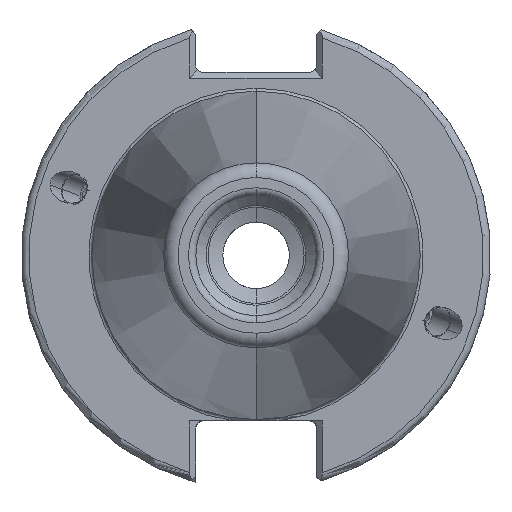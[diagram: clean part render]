
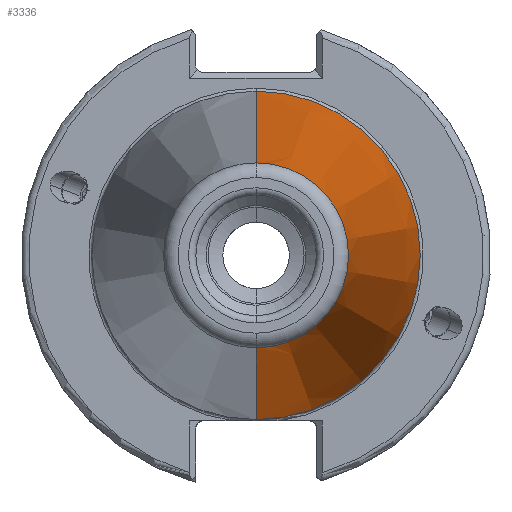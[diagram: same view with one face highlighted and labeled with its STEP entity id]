
A CAD part, left-side view. The second image highlights one B-rep face of the part: STEP entity #3336.
In plain terms, the highlighted conical face has half-angle 8.297 degrees and reference radius 22.225 mm.
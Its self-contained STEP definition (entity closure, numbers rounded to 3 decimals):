
#741 = CARTESIAN_POINT ( 'NONE',  ( -80., 0., 22.225 ) ) ;
#861 = LINE ( 'NONE', #741, #2376 ) ;
#1091 = AXIS2_PLACEMENT_3D ( 'NONE', #1962, #6153, #2612 ) ;
#1206 = AXIS2_PLACEMENT_3D ( 'NONE', #6501, #3050, #7011 ) ;
#1703 = CARTESIAN_POINT ( 'NONE',  ( -80., 0., 0. ) ) ;
#1887 = EDGE_LOOP ( 'NONE', ( #5200, #6833, #5070, #5095 ) ) ;
#1962 = CARTESIAN_POINT ( 'NONE',  ( -146.539, 0., 0. ) ) ;
#2095 = CIRCLE ( 'NONE', #1091, 12.522 ) ;
#2342 = DIRECTION ( 'NONE',  ( 1., 0., 0. ) ) ;
#2372 = VERTEX_POINT ( 'NONE', #7098 ) ;
#2376 = VECTOR ( 'NONE', #6229, 1000. ) ;
#2429 = EDGE_CURVE ( 'NONE', #7210, #5477, #2095, .T. ) ;
#2612 = DIRECTION ( 'NONE',  ( 0., 0., 1. ) ) ;
#2813 = CARTESIAN_POINT ( 'NONE',  ( -80., 0., -22.225 ) ) ;
#2884 = EDGE_CURVE ( 'NONE', #2372, #6046, #2914, .T. ) ;
#2914 = CIRCLE ( 'NONE', #1206, 22.225 ) ;
#3050 = DIRECTION ( 'NONE',  ( -1., 0., 0. ) ) ;
#3178 = CARTESIAN_POINT ( 'NONE',  ( -80., 0., 22.225 ) ) ;
#3336 = ADVANCED_FACE ( 'NONE', ( #4193 ), #6604, .T. ) ;
#3688 = EDGE_CURVE ( 'NONE', #5477, #6046, #861, .T. ) ;
#3781 = VECTOR ( 'NONE', #7340, 1000. ) ;
#3908 = AXIS2_PLACEMENT_3D ( 'NONE', #1703, #2342, #5401 ) ;
#4193 = FACE_OUTER_BOUND ( 'NONE', #1887, .T. ) ;
#5070 = ORIENTED_EDGE ( 'NONE', *, *, #5077, .T. ) ;
#5077 = EDGE_CURVE ( 'NONE', #7210, #2372, #5347, .T. ) ;
#5095 = ORIENTED_EDGE ( 'NONE', *, *, #2884, .T. ) ;
#5200 = ORIENTED_EDGE ( 'NONE', *, *, #3688, .F. ) ;
#5347 = LINE ( 'NONE', #2813, #3781 ) ;
#5401 = DIRECTION ( 'NONE',  ( 0., 0., -1. ) ) ;
#5477 = VERTEX_POINT ( 'NONE', #6906 ) ;
#6046 = VERTEX_POINT ( 'NONE', #3178 ) ;
#6124 = CARTESIAN_POINT ( 'NONE',  ( -146.539, 0., -12.522 ) ) ;
#6153 = DIRECTION ( 'NONE',  ( -1., 0., 0. ) ) ;
#6229 = DIRECTION ( 'NONE',  ( 0.99, 0., 0.144 ) ) ;
#6501 = CARTESIAN_POINT ( 'NONE',  ( -80., 0., 0. ) ) ;
#6604 = CONICAL_SURFACE ( 'NONE', #3908, 22.225, 0.145 ) ;
#6833 = ORIENTED_EDGE ( 'NONE', *, *, #2429, .F. ) ;
#6906 = CARTESIAN_POINT ( 'NONE',  ( -146.539, 0., 12.522 ) ) ;
#7011 = DIRECTION ( 'NONE',  ( 0., 0., 1. ) ) ;
#7098 = CARTESIAN_POINT ( 'NONE',  ( -80., 0., -22.225 ) ) ;
#7210 = VERTEX_POINT ( 'NONE', #6124 ) ;
#7340 = DIRECTION ( 'NONE',  ( 0.99, 0., -0.144 ) ) ;
